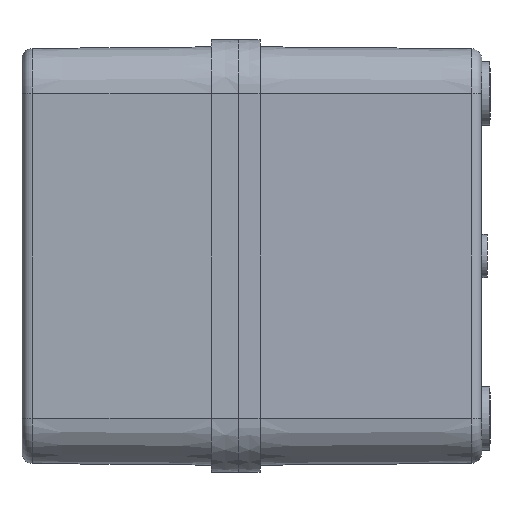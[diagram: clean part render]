
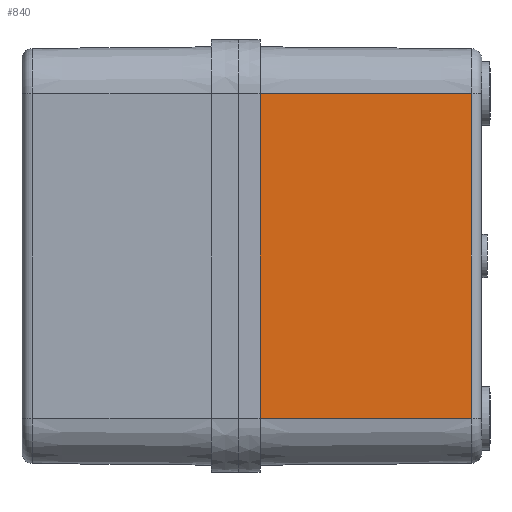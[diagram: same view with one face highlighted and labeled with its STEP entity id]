
A CAD part, left-side view. The second image highlights one B-rep face of the part: STEP entity #840.
In plain terms, the highlighted planar face has unit normal (-1, -0.009, 0).
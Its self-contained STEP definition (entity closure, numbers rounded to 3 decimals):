
#73 = CARTESIAN_POINT ( 'NONE',  ( -68.665, -4., -30. ) ) ;
#349 = DIRECTION ( 'NONE',  ( 0., 0., 1. ) ) ;
#436 = ORIENTED_EDGE ( 'NONE', *, *, #9305, .T. ) ;
#571 = DIRECTION ( 'NONE',  ( 0.009, -1., 0. ) ) ;
#670 = CARTESIAN_POINT ( 'NONE',  ( -68.665, -4., -30. ) ) ;
#840 = ADVANCED_FACE ( 'NONE', ( #2178 ), #3375, .T. ) ;
#1258 = VERTEX_POINT ( 'NONE', #3540 ) ;
#1598 = LINE ( 'NONE', #2091, #9240 ) ;
#2091 = CARTESIAN_POINT ( 'NONE',  ( -68.7, 0., 30. ) ) ;
#2158 = EDGE_LOOP ( 'NONE', ( #9236, #5339, #436, #3774 ) ) ;
#2178 = FACE_OUTER_BOUND ( 'NONE', #2158, .T. ) ;
#2545 = EDGE_CURVE ( 'NONE', #11348, #1258, #7843, .T. ) ;
#3375 = PLANE ( 'NONE',  #6493 ) ;
#3540 = CARTESIAN_POINT ( 'NONE',  ( -68.665, -4., 30. ) ) ;
#3774 = ORIENTED_EDGE ( 'NONE', *, *, #2545, .F. ) ;
#3947 = VECTOR ( 'NONE', #4258, 1000. ) ;
#4035 = LINE ( 'NONE', #5382, #3947 ) ;
#4228 = CARTESIAN_POINT ( 'NONE',  ( -68.325, -43.017, -30. ) ) ;
#4258 = DIRECTION ( 'NONE',  ( -0.009, 1., 0. ) ) ;
#5339 = ORIENTED_EDGE ( 'NONE', *, *, #7621, .T. ) ;
#5382 = CARTESIAN_POINT ( 'NONE',  ( -68.7, 0., -30. ) ) ;
#5447 = CARTESIAN_POINT ( 'NONE',  ( -68.325, -43.017, 30. ) ) ;
#5510 = DIRECTION ( 'NONE',  ( -0.009, 1., 0. ) ) ;
#6137 = DIRECTION ( 'NONE',  ( -1., -0.009, 0. ) ) ;
#6192 = VERTEX_POINT ( 'NONE', #9672 ) ;
#6268 = EDGE_CURVE ( 'NONE', #6999, #11348, #4035, .T. ) ;
#6493 = AXIS2_PLACEMENT_3D ( 'NONE', #11003, #6137, #571 ) ;
#6999 = VERTEX_POINT ( 'NONE', #4228 ) ;
#7296 = DIRECTION ( 'NONE',  ( 0., 0., 1. ) ) ;
#7598 = VECTOR ( 'NONE', #7296, 1000. ) ;
#7621 = EDGE_CURVE ( 'NONE', #6999, #6192, #10992, .T. ) ;
#7843 = LINE ( 'NONE', #670, #7598 ) ;
#9236 = ORIENTED_EDGE ( 'NONE', *, *, #6268, .F. ) ;
#9240 = VECTOR ( 'NONE', #5510, 1000. ) ;
#9305 = EDGE_CURVE ( 'NONE', #6192, #1258, #1598, .T. ) ;
#9672 = CARTESIAN_POINT ( 'NONE',  ( -68.325, -43.017, 30. ) ) ;
#10992 = LINE ( 'NONE', #5447, #11221 ) ;
#11003 = CARTESIAN_POINT ( 'NONE',  ( -68.7, 0., -30. ) ) ;
#11221 = VECTOR ( 'NONE', #349, 1000. ) ;
#11348 = VERTEX_POINT ( 'NONE', #73 ) ;
